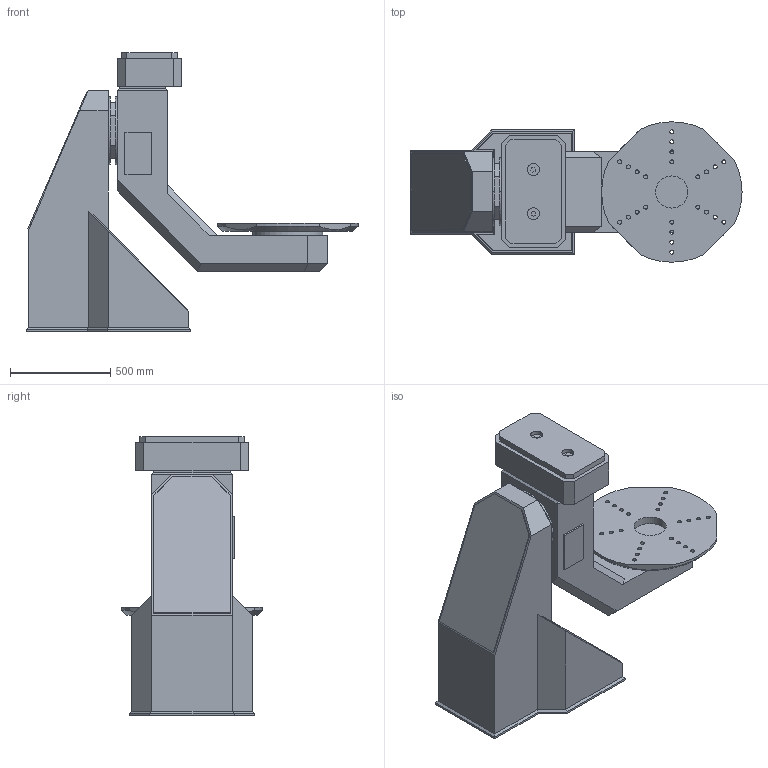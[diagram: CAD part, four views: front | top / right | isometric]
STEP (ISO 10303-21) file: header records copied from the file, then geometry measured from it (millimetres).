
FILE_DESCRIPTION (( 'STEP AP214' ), '1' );
FILE_NAME ('WP_Positioner.STEP', '2016-08-31T08:40:03', ( '' ), ( '' ), 'SwSTEP 2.0', 'SolidWorks 2016', '' );
FILE_SCHEMA (( 'AUTOMOTIVE_DESIGN' ));
Length unit declared in the file: millimetre
Products named in the file (1): WP_Positioner
Bounding box: 1655 x 700 x 1390 mm (x, y, z)
Volume: 403822965.7 mm3; surface area: 8580348.9 mm2
Topology: 12 solids, 12 shells, 213 faces, 522 edges, 339 vertices
Faces by surface type: plane 144, cylinder 65, cone 4
Entity records: 6530 total; most frequent: CARTESIAN_POINT 1143, DIRECTION 1083, ORIENTED_EDGE 1044, EDGE_CURVE 522, VECTOR 381, LINE 381, AXIS2_PLACEMENT_3D 351, VERTEX_POINT 339
